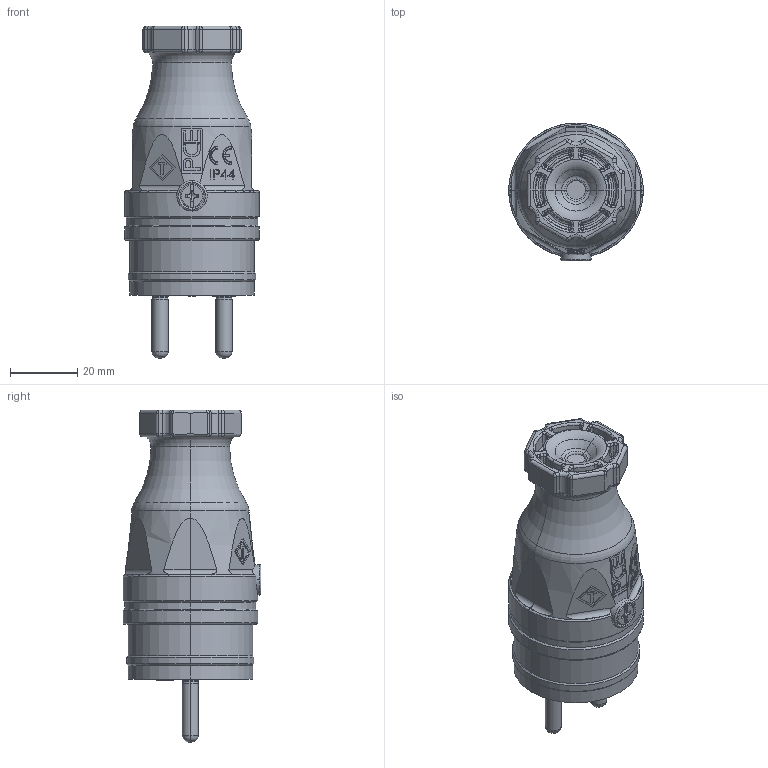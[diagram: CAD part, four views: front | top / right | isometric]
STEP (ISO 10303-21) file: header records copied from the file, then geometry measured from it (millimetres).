
FILE_DESCRIPTION (( 'STEP AP203' ), '1' );
FILE_NAME ('0532-s.STEP', '2023-01-19T12:22:25', ( '' ), ( '' ), 'SwSTEP 2.0', 'SolidWorks 2022', '' );
FILE_SCHEMA (( 'CONFIG_CONTROL_DESIGN' ));
Length unit declared in the file: millimetre
Products named in the file (1): 0532-s
Bounding box: 40 x 41 x 98.7 mm (x, y, z)
Volume: 73592.5 mm3; surface area: 12925.9 mm2
Topology: 1 solids, 2 shells, 966 faces, 2427 edges, 1478 vertices
Faces by surface type: plane 439, bspline 183, cylinder 161, torus 78, cone 53, sphere 52
Entity records: 35489 total; most frequent: CARTESIAN_POINT 13747, ORIENTED_EDGE 4790, DIRECTION 4063, EDGE_CURVE 2395, VERTEX_POINT 1470, AXIS2_PLACEMENT_3D 1386, VECTOR 1291, LINE 1291
